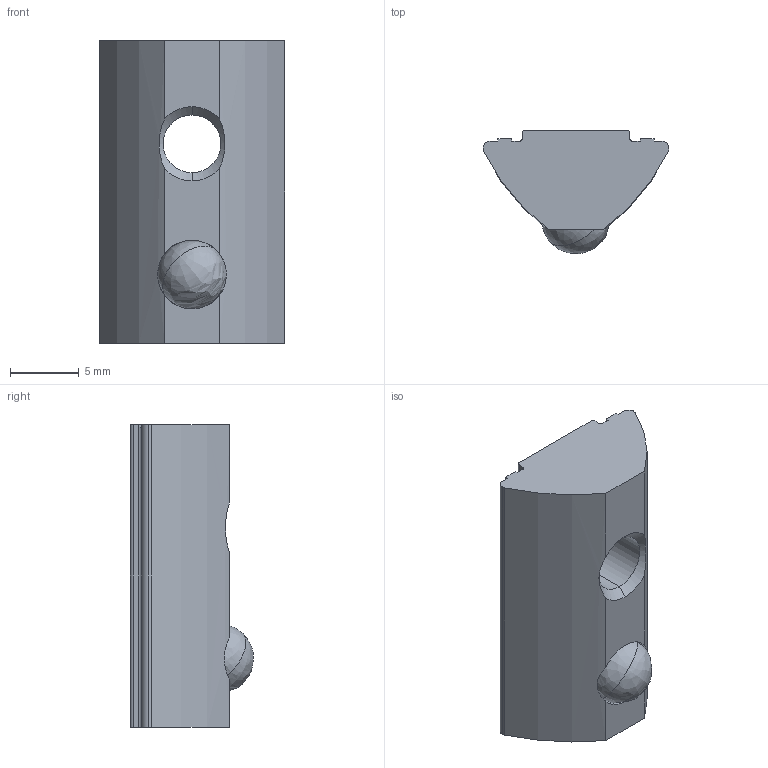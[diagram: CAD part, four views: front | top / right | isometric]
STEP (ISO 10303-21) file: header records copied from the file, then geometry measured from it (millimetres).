
FILE_DESCRIPTION (( 'STEP AP203' ), '1' );
FILE_NAME ('282200120_c_1.STEP', '2022-12-20T04:12:23', ( '' ), ( '' ), 'SwSTEP 2.0', 'SolidWorks 2014', '' );
FILE_SCHEMA (( 'CONFIG_CONTROL_DESIGN' ));
Length unit declared in the file: millimetre
Products named in the file (1): 282200120_c_1
Bounding box: 13.5 x 8.94 x 22 mm (x, y, z)
Volume: 1371.3 mm3; surface area: 1134 mm2
Topology: 2 solids, 2 shells, 40 faces, 111 edges, 70 vertices
Faces by surface type: plane 19, cylinder 13, cone 6, bspline 2
Entity records: 1394 total; most frequent: CARTESIAN_POINT 298, DIRECTION 215, ORIENTED_EDGE 214, EDGE_CURVE 107, AXIS2_PLACEMENT_3D 75, VERTEX_POINT 70, LINE 65, VECTOR 65
